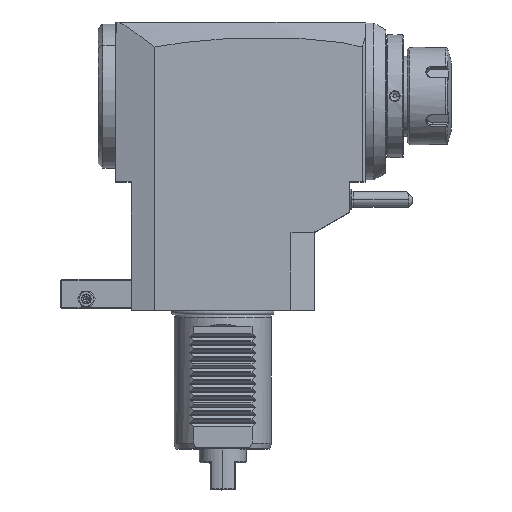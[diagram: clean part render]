
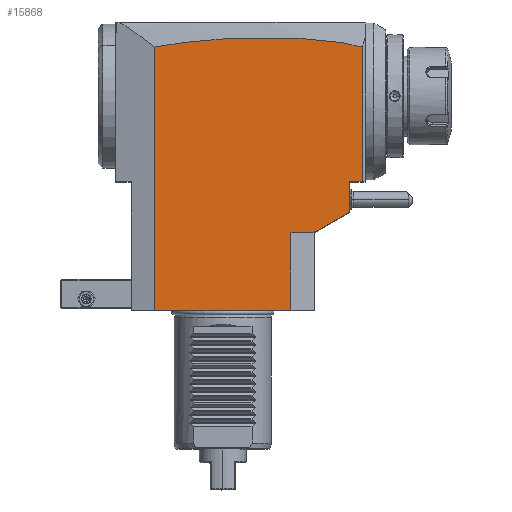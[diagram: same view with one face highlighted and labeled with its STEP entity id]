
A CAD part, top view. The second image highlights one B-rep face of the part: STEP entity #15868.
In plain terms, the highlighted planar face has unit normal (0, 0, 1).
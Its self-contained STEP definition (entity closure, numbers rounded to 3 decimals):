
#9=DIRECTION('',(-1.,0.,0.));
#10=VECTOR('',#9,70.);
#11=CARTESIAN_POINT('',(35.,0.,44.));
#12=LINE('',#11,#10);
#4606=DIRECTION('',(1.,0.,0.));
#4607=VECTOR('',#4606,11.);
#4608=CARTESIAN_POINT('',(35.,40.,44.));
#4609=LINE('',#4608,#4607);
#4622=DIRECTION('',(0.,1.,0.));
#4623=VECTOR('',#4622,40.);
#4624=CARTESIAN_POINT('',(35.,0.,44.));
#4625=LINE('',#4624,#4623);
#4654=DIRECTION('',(0.,-1.,0.));
#4655=VECTOR('',#4654,15.608);
#4656=CARTESIAN_POINT('',(65.,66.,44.));
#4657=LINE('',#4656,#4655);
#4658=DIRECTION('',(-0.866,-0.5,0.));
#4659=VECTOR('',#4658,20.785);
#4660=CARTESIAN_POINT('',(65.,50.392,44.));
#4661=LINE('',#4660,#4659);
#4662=DIRECTION('',(0.,1.,0.));
#4663=VECTOR('',#4662,0.577);
#4664=CARTESIAN_POINT('',(47.,40.,44.));
#4665=LINE('',#4664,#4663);
#4666=DIRECTION('',(0.866,0.5,0.));
#4667=VECTOR('',#4666,1.155);
#4668=CARTESIAN_POINT('',(46.,40.,44.));
#4669=LINE('',#4668,#4667);
#4670=DIRECTION('',(0.,1.,0.));
#4671=VECTOR('',#4670,135.17);
#4672=CARTESIAN_POINT('',(-35.,0.,44.));
#4673=LINE('',#4672,#4671);
#4674=CARTESIAN_POINT('',(71.5,135.054,44.));
#4675=CARTESIAN_POINT('',(71.18,135.166,44.));
#4676=CARTESIAN_POINT('',(70.509,135.39,44.));
#4677=CARTESIAN_POINT('',(69.397,135.724,44.));
#4678=CARTESIAN_POINT('',(68.211,136.047,44.));
#4679=CARTESIAN_POINT('',(66.971,136.354,44.));
#4680=CARTESIAN_POINT('',(65.708,136.64,44.));
#4681=CARTESIAN_POINT('',(64.374,136.918,44.));
#4682=CARTESIAN_POINT('',(62.911,137.197,44.));
#4683=CARTESIAN_POINT('',(61.261,137.484,44.));
#4684=CARTESIAN_POINT('',(59.372,137.782,44.));
#4685=CARTESIAN_POINT('',(57.232,138.085,44.));
#4686=CARTESIAN_POINT('',(54.828,138.387,44.));
#4687=CARTESIAN_POINT('',(52.129,138.684,44.));
#4688=CARTESIAN_POINT('',(49.053,138.976,44.));
#4689=CARTESIAN_POINT('',(45.528,139.255,44.));
#4690=CARTESIAN_POINT('',(41.549,139.509,44.));
#4691=CARTESIAN_POINT('',(37.123,139.723,44.));
#4692=CARTESIAN_POINT('',(32.423,139.878,44.));
#4693=CARTESIAN_POINT('',(27.572,139.968,44.));
#4694=CARTESIAN_POINT('',(22.564,139.991,44.));
#4695=CARTESIAN_POINT('',(17.441,139.945,44.));
#4696=CARTESIAN_POINT('',(12.279,139.829,44.));
#4697=CARTESIAN_POINT('',(7.106,139.645,44.));
#4698=CARTESIAN_POINT('',(1.893,139.391,44.));
#4699=CARTESIAN_POINT('',(-3.258,139.068,44.));
#4700=CARTESIAN_POINT('',(-8.115,138.697,44.));
#4701=CARTESIAN_POINT('',(-12.527,138.3,44.));
#4702=CARTESIAN_POINT('',(-16.624,137.878,44.));
#4703=CARTESIAN_POINT('',(-20.51,137.427,44.));
#4704=CARTESIAN_POINT('',(-24.294,136.933,44.));
#4705=CARTESIAN_POINT('',(-27.974,136.396,44.));
#4706=CARTESIAN_POINT('',(-31.55,135.812,44.));
#4707=CARTESIAN_POINT('',(-33.862,135.39,44.));
#4708=CARTESIAN_POINT('',(-35.,135.17,44.));
#4710=DIRECTION('',(0.,-1.,0.));
#4711=VECTOR('',#4710,69.054);
#4712=CARTESIAN_POINT('',(71.5,135.054,44.));
#4713=LINE('',#4712,#4711);
#4714=DIRECTION('',(1.,0.,0.));
#4715=VECTOR('',#4714,6.5);
#4716=CARTESIAN_POINT('',(65.,66.,44.));
#4717=LINE('',#4716,#4715);
#11205=VERTEX_POINT('',#4674);
#11206=VERTEX_POINT('',#4708);
#11218=CARTESIAN_POINT('',(71.5,66.,44.));
#11219=VERTEX_POINT('',#11218);
#11238=CARTESIAN_POINT('',(35.,40.,44.));
#11239=CARTESIAN_POINT('',(46.,40.,44.));
#11240=VERTEX_POINT('',#11238);
#11241=VERTEX_POINT('',#11239);
#11567=CARTESIAN_POINT('',(35.,0.,44.));
#11568=CARTESIAN_POINT('',(-35.,0.,44.));
#11569=VERTEX_POINT('',#11567);
#11570=VERTEX_POINT('',#11568);
#11581=CARTESIAN_POINT('',(65.,50.392,44.));
#11582=CARTESIAN_POINT('',(47.,40.,44.));
#11583=VERTEX_POINT('',#11581);
#11584=VERTEX_POINT('',#11582);
#11641=CARTESIAN_POINT('',(47.,40.577,44.));
#11643=VERTEX_POINT('',#11641);
#11715=CARTESIAN_POINT('',(65.,66.,44.));
#11716=VERTEX_POINT('',#11715);
#15846=CARTESIAN_POINT('',(-53.475,40.,44.));
#15847=DIRECTION('',(0.,0.,1.));
#15848=DIRECTION('',(1.,0.,0.));
#15849=AXIS2_PLACEMENT_3D('',#15846,#15847,#15848);
#15850=PLANE('',#15849);
#15852=ORIENTED_EDGE('',*,*,#15851,.F.);
#15854=ORIENTED_EDGE('',*,*,#15853,.T.);
#15855=ORIENTED_EDGE('',*,*,#15766,.T.);
#15857=ORIENTED_EDGE('',*,*,#15856,.T.);
#15859=ORIENTED_EDGE('',*,*,#15858,.F.);
#15860=ORIENTED_EDGE('',*,*,#15786,.F.);
#15861=ORIENTED_EDGE('',*,*,#15803,.F.);
#15862=ORIENTED_EDGE('',*,*,#11734,.T.);
#15863=ORIENTED_EDGE('',*,*,#11894,.T.);
#15864=ORIENTED_EDGE('',*,*,#12354,.F.);
#15865=ORIENTED_EDGE('',*,*,#12371,.T.);
#15866=EDGE_LOOP('',(#15852,#15854,#15855,#15857,#15859,#15860,#15861,#15862,
#15863,#15864,#15865));
#15867=FACE_OUTER_BOUND('',#15866,.F.);
#4709=B_SPLINE_CURVE_WITH_KNOTS('',3,(#4674,#4675,#4676,#4677,#4678,#4679,#4680,
#4681,#4682,#4683,#4684,#4685,#4686,#4687,#4688,#4689,#4690,#4691,#4692,#4693,
#4694,#4695,#4696,#4697,#4698,#4699,#4700,#4701,#4702,#4703,#4704,#4705,#4706,
#4707,#4708),.UNSPECIFIED.,.F.,.F.,(4,1,1,1,1,1,1,1,1,1,1,1,1,1,1,1,1,1,1,1,1,1,
1,1,1,1,1,1,1,1,1,1,4),(0.,0.031,0.063,0.094,0.125,0.156,
0.188,0.219,0.25,0.281,0.313,0.344,0.375,0.406,
0.438,0.469,0.5,0.531,0.563,0.594,0.625,0.656,
0.688,0.719,0.75,0.781,0.813,0.844,0.875,0.906,
0.938,0.969,1.),.UNSPECIFIED.);
#11734=EDGE_CURVE('',#11569,#11570,#12,.T.);
#11894=EDGE_CURVE('',#11570,#11206,#4673,.T.);
#12354=EDGE_CURVE('',#11205,#11206,#4709,.T.);
#12371=EDGE_CURVE('',#11205,#11219,#4713,.T.);
#15766=EDGE_CURVE('',#11583,#11584,#4661,.T.);
#15786=EDGE_CURVE('',#11240,#11241,#4609,.T.);
#15803=EDGE_CURVE('',#11569,#11240,#4625,.T.);
#15851=EDGE_CURVE('',#11716,#11219,#4717,.T.);
#15853=EDGE_CURVE('',#11716,#11583,#4657,.T.);
#15856=EDGE_CURVE('',#11584,#11643,#4665,.T.);
#15858=EDGE_CURVE('',#11241,#11643,#4669,.T.);
#15868=ADVANCED_FACE('',(#15867),#15850,.T.);
